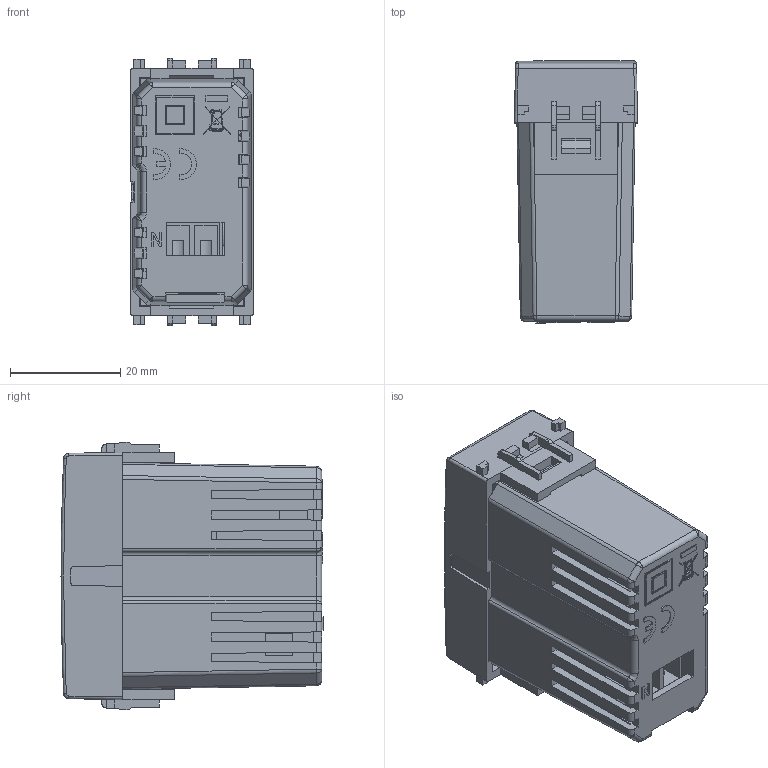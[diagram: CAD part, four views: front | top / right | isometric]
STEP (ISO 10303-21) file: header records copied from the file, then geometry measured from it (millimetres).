
FILE_DESCRIPTION (( 'STEP AP203' ), '1' );
FILE_NAME ('ARKE.STEP', '2024-02-14T08:11:31', ( '' ), ( '' ), 'SwSTEP 2.0', 'SolidWorks 2020', '' );
FILE_SCHEMA (( 'CONFIG_CONTROL_DESIGN' ));
Length unit declared in the file: millimetre
Products named in the file (12): ARKE_cover; PCB-USBµ××ù-Êú°å-Ë«USB; ARKE; 4BOX-USB-A+C-PCB°å-B°å-20190702; ARKE_base; 4BOX-USB-A+C-20191028; 4BOX-USB-A+C-PCB°å-20190702; ULO-TB25諉盄翐-20171222; 4BOX-C諳醱啣-20191028; 4BOX-USB耀輸盓殤-20190822載陔; 4BOX-DOUBLE-USB-ARKE; ASSIEME_USB2.4
Assembly tree (11 placements, depth 4):
  ARKE
    ASSIEME_USB2.4
      4BOX-DOUBLE-USB-ARKE
        ARKE_base
        ARKE_cover
    4BOX-USB-A+C-20191028
      4BOX-USB-A+C-PCB°å-20190702
      4BOX-USB-A+C-PCB°å-B°å-20190702
      PCB-USBµ××ù-Êú°å-Ë«USB
      ULO-TB25諉盄翐-20171222
      4BOX-USB耀輸盓殤-20190822載陔
      4BOX-C諳醱啣-20191028
Bounding box: 22.3 x 47.45 x 48.4 mm (x, y, z)
Volume: 21667.6 mm3; surface area: 24857 mm2
Topology: 8 solids, 8 shells, 909 faces, 2506 edges, 1634 vertices
Faces by surface type: plane 667, cylinder 147, bspline 83, cone 12
Entity records: 30968 total; most frequent: CARTESIAN_POINT 6991, ORIENTED_EDGE 5008, DIRECTION 4257, EDGE_CURVE 2504, LINE 2025, VECTOR 2025, VERTEX_POINT 1634, AXIS2_PLACEMENT_3D 1116
